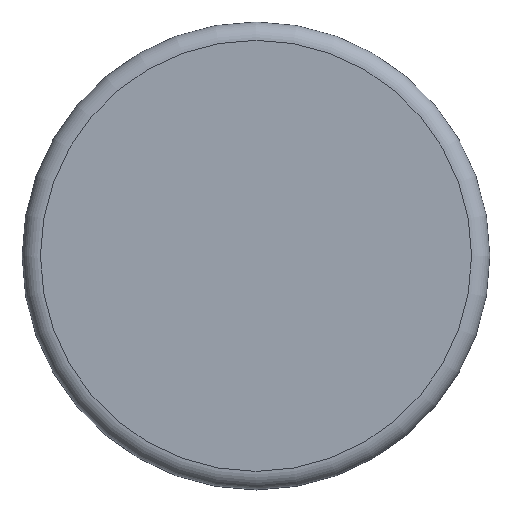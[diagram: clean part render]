
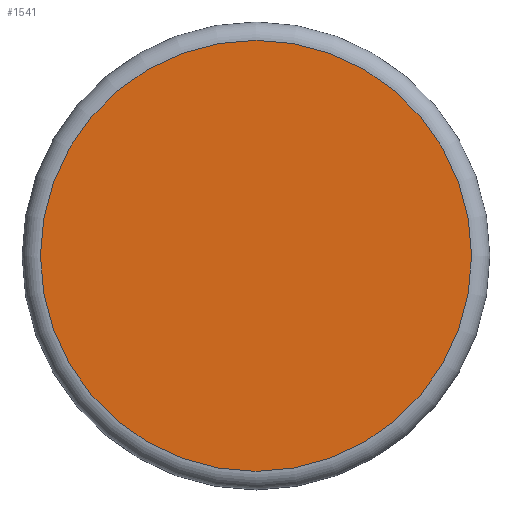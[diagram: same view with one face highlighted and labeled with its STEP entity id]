
A CAD part, top view. The second image highlights one B-rep face of the part: STEP entity #1541.
In plain terms, the highlighted planar face has unit normal (0, 0, 1).
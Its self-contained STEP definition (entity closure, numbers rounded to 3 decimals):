
#1490=CARTESIAN_POINT('',(4.7,0.,3.5));
#1491=VERTEX_POINT('',#1490);
#1492=CARTESIAN_POINT('',(0.0,0.0,3.5));
#1493=DIRECTION('',(0.0,0.0,-1.0));
#1494=DIRECTION('',(-1.0,0.0,0.0));
#1495=AXIS2_PLACEMENT_3D('',#1492,#1493,#1494);
#1496=CIRCLE('',#1495,4.7);
#1497=EDGE_CURVE('',#1491,#1491,#1496,.T.);
#1533=CARTESIAN_POINT('',(0.0,0.0,3.5));
#1534=DIRECTION('',(0.0,0.0,-1.0));
#1535=DIRECTION('',(-1.0,0.0,0.0));
#1536=AXIS2_PLACEMENT_3D('',#1533,#1534,#1535);
#1537=PLANE('',#1536);
#1538=ORIENTED_EDGE('',*,*,#1497,.F.);
#1539=EDGE_LOOP('',(#1538));
#1540=FACE_OUTER_BOUND('',#1539,.T.);
#1541=ADVANCED_FACE('',(#1540),#1537,.F.);
